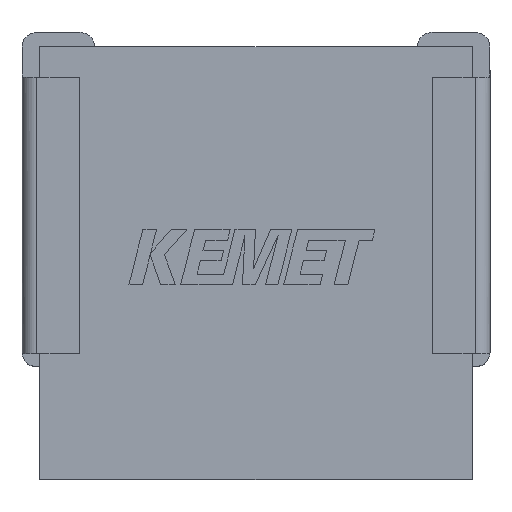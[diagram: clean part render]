
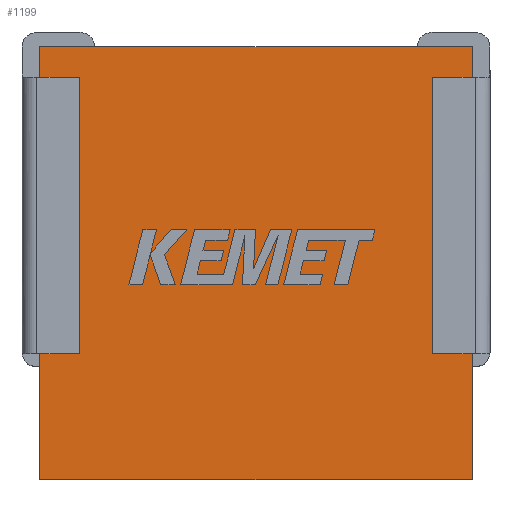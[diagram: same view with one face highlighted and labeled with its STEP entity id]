
A CAD part, top view. The second image highlights one B-rep face of the part: STEP entity #1199.
In plain terms, the highlighted planar face has unit normal (0, 0, 1).
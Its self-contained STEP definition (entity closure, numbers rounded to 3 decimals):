
#60 = EDGE_CURVE ( 'NONE', #946, #2671, #1111, .T. ) ;
#332 = DIRECTION ( 'NONE',  ( 1., 0., 0. ) ) ;
#356 = LINE ( 'NONE', #2197, #3148 ) ;
#373 = VECTOR ( 'NONE', #2345, 1000. ) ;
#381 = CARTESIAN_POINT ( 'NONE',  ( 1.109, 3.512, 0. ) ) ;
#392 = VERTEX_POINT ( 'NONE', #2066 ) ;
#463 = PLANE ( 'NONE',  #4239 ) ;
#493 = ORIENTED_EDGE ( 'NONE', *, *, #4417, .T. ) ;
#518 = VERTEX_POINT ( 'NONE', #4256 ) ;
#684 = VERTEX_POINT ( 'NONE', #1047 ) ;
#706 = CARTESIAN_POINT ( 'NONE',  ( 1.109, 11.256, 0. ) ) ;
#785 = VERTEX_POINT ( 'NONE', #4274 ) ;
#798 = VECTOR ( 'NONE', #1955, 1000. ) ;
#920 = VECTOR ( 'NONE', #3480, 1000. ) ;
#946 = VERTEX_POINT ( 'NONE', #3058 ) ;
#1043 = LINE ( 'NONE', #2808, #920 ) ;
#1046 = LINE ( 'NONE', #706, #1366 ) ;
#1047 = CARTESIAN_POINT ( 'NONE',  ( 0., 0., 0. ) ) ;
#1070 = VECTOR ( 'NONE', #2412, 1000. ) ;
#1111 = LINE ( 'NONE', #1430, #373 ) ;
#1171 = CARTESIAN_POINT ( 'NONE',  ( 0., 0., 0. ) ) ;
#1182 = DIRECTION ( 'NONE',  ( -1., 0., 0. ) ) ;
#1199 = ADVANCED_FACE ( 'NONE', ( #2559 ), #463, .F. ) ;
#1316 = VERTEX_POINT ( 'NONE', #3102 ) ;
#1321 = CARTESIAN_POINT ( 'NONE',  ( 1.109, 3.512, 0. ) ) ;
#1352 = CARTESIAN_POINT ( 'NONE',  ( 0., 11.256, 0. ) ) ;
#1357 = CARTESIAN_POINT ( 'NONE',  ( 10.991, 11.256, 0. ) ) ;
#1366 = VECTOR ( 'NONE', #2458, 1000. ) ;
#1395 = DIRECTION ( 'NONE',  ( 0., -1., 0. ) ) ;
#1430 = CARTESIAN_POINT ( 'NONE',  ( 1.109, 11.256, 0. ) ) ;
#1433 = DIRECTION ( 'NONE',  ( -1., 0., 0. ) ) ;
#1480 = LINE ( 'NONE', #3511, #2469 ) ;
#1580 = VECTOR ( 'NONE', #1395, 1000. ) ;
#1609 = CARTESIAN_POINT ( 'NONE',  ( 12.1, 0., 0. ) ) ;
#1738 = VERTEX_POINT ( 'NONE', #4282 ) ;
#1749 = VECTOR ( 'NONE', #1182, 1000. ) ;
#1777 = LINE ( 'NONE', #3571, #2621 ) ;
#1789 = ORIENTED_EDGE ( 'NONE', *, *, #60, .F. ) ;
#1793 = LINE ( 'NONE', #381, #2103 ) ;
#1816 = DIRECTION ( 'NONE',  ( -1., 0., 0. ) ) ;
#1869 = CARTESIAN_POINT ( 'NONE',  ( 0., 0., 0. ) ) ;
#1872 = DIRECTION ( 'NONE',  ( 0., -1., 0. ) ) ;
#1913 = VERTEX_POINT ( 'NONE', #2411 ) ;
#1915 = LINE ( 'NONE', #3351, #1749 ) ;
#1922 = EDGE_CURVE ( 'NONE', #392, #785, #1777, .T. ) ;
#1926 = EDGE_CURVE ( 'NONE', #518, #392, #4547, .T. ) ;
#1955 = DIRECTION ( 'NONE',  ( 0., 1., 0. ) ) ;
#2005 = EDGE_CURVE ( 'NONE', #946, #3326, #1046, .T. ) ;
#2066 = CARTESIAN_POINT ( 'NONE',  ( 10.991, 3.512, 0. ) ) ;
#2103 = VECTOR ( 'NONE', #1816, 1000. ) ;
#2175 = VERTEX_POINT ( 'NONE', #3955 ) ;
#2180 = DIRECTION ( 'NONE',  ( 0., 0., -1. ) ) ;
#2197 = CARTESIAN_POINT ( 'NONE',  ( 0., 0., 0. ) ) ;
#2329 = LINE ( 'NONE', #1609, #798 ) ;
#2345 = DIRECTION ( 'NONE',  ( -1., 0., 0. ) ) ;
#2387 = CARTESIAN_POINT ( 'NONE',  ( 12.1, 0., 0. ) ) ;
#2409 = EDGE_CURVE ( 'NONE', #684, #1913, #1480, .T. ) ;
#2411 = CARTESIAN_POINT ( 'NONE',  ( 12.1, 0., 0. ) ) ;
#2412 = DIRECTION ( 'NONE',  ( 0., 1., 0. ) ) ;
#2458 = DIRECTION ( 'NONE',  ( 0., -1., 0. ) ) ;
#2469 = VECTOR ( 'NONE', #332, 1000. ) ;
#2559 = FACE_OUTER_BOUND ( 'NONE', #3116, .T. ) ;
#2568 = EDGE_CURVE ( 'NONE', #1316, #2175, #3171, .T. ) ;
#2621 = VECTOR ( 'NONE', #3107, 1000. ) ;
#2642 = EDGE_CURVE ( 'NONE', #518, #1316, #1043, .T. ) ;
#2671 = VERTEX_POINT ( 'NONE', #1352 ) ;
#2808 = CARTESIAN_POINT ( 'NONE',  ( 10.991, 11.256, 0. ) ) ;
#2843 = ORIENTED_EDGE ( 'NONE', *, *, #1926, .F. ) ;
#2900 = ORIENTED_EDGE ( 'NONE', *, *, #2568, .T. ) ;
#2910 = DIRECTION ( 'NONE',  ( 0., -1., 0. ) ) ;
#2922 = LINE ( 'NONE', #1171, #3673 ) ;
#2955 = EDGE_CURVE ( 'NONE', #3326, #3173, #1793, .T. ) ;
#3007 = EDGE_CURVE ( 'NONE', #3173, #684, #356, .T. ) ;
#3058 = CARTESIAN_POINT ( 'NONE',  ( 1.109, 11.256, 0. ) ) ;
#3102 = CARTESIAN_POINT ( 'NONE',  ( 12.1, 11.256, 0. ) ) ;
#3107 = DIRECTION ( 'NONE',  ( 1., 0., 0. ) ) ;
#3116 = EDGE_LOOP ( 'NONE', ( #1789, #4475, #4344, #4230, #3165, #493, #3501, #2843, #3904, #2900, #4192, #4407 ) ) ;
#3148 = VECTOR ( 'NONE', #2910, 1000. ) ;
#3165 = ORIENTED_EDGE ( 'NONE', *, *, #2409, .T. ) ;
#3171 = LINE ( 'NONE', #2387, #1070 ) ;
#3173 = VERTEX_POINT ( 'NONE', #3307 ) ;
#3307 = CARTESIAN_POINT ( 'NONE',  ( 0., 3.512, 0. ) ) ;
#3326 = VERTEX_POINT ( 'NONE', #1321 ) ;
#3351 = CARTESIAN_POINT ( 'NONE',  ( 0., 12.1, 0. ) ) ;
#3480 = DIRECTION ( 'NONE',  ( 1., 0., 0. ) ) ;
#3501 = ORIENTED_EDGE ( 'NONE', *, *, #1922, .F. ) ;
#3511 = CARTESIAN_POINT ( 'NONE',  ( 0., 0., 0. ) ) ;
#3571 = CARTESIAN_POINT ( 'NONE',  ( 10.991, 3.512, 0. ) ) ;
#3673 = VECTOR ( 'NONE', #1872, 1000. ) ;
#3893 = EDGE_CURVE ( 'NONE', #1738, #2671, #2922, .T. ) ;
#3904 = ORIENTED_EDGE ( 'NONE', *, *, #2642, .T. ) ;
#3955 = CARTESIAN_POINT ( 'NONE',  ( 12.1, 12.1, 0. ) ) ;
#4192 = ORIENTED_EDGE ( 'NONE', *, *, #4202, .T. ) ;
#4202 = EDGE_CURVE ( 'NONE', #2175, #1738, #1915, .T. ) ;
#4230 = ORIENTED_EDGE ( 'NONE', *, *, #3007, .T. ) ;
#4239 = AXIS2_PLACEMENT_3D ( 'NONE', #1869, #2180, #1433 ) ;
#4256 = CARTESIAN_POINT ( 'NONE',  ( 10.991, 11.256, 0. ) ) ;
#4274 = CARTESIAN_POINT ( 'NONE',  ( 12.1, 3.512, 0. ) ) ;
#4282 = CARTESIAN_POINT ( 'NONE',  ( 0., 12.1, 0. ) ) ;
#4344 = ORIENTED_EDGE ( 'NONE', *, *, #2955, .T. ) ;
#4407 = ORIENTED_EDGE ( 'NONE', *, *, #3893, .T. ) ;
#4417 = EDGE_CURVE ( 'NONE', #1913, #785, #2329, .T. ) ;
#4475 = ORIENTED_EDGE ( 'NONE', *, *, #2005, .T. ) ;
#4547 = LINE ( 'NONE', #1357, #1580 ) ;
